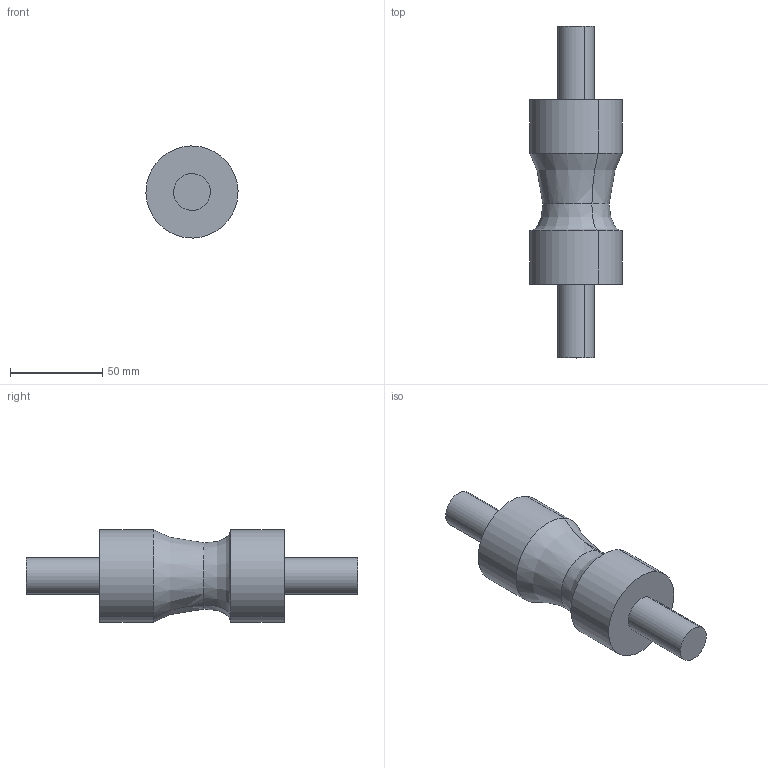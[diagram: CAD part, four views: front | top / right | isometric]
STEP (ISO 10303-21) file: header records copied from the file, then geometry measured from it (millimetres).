
FILE_DESCRIPTION(('CATIA V5 STEP Exchange'),'2;1');
FILE_NAME('Galet.stp','2018-10-24T19:51:27+00:00',('none'),('none'),'CATIA Version 5 Release 19 GA (IN-10)','CATIA V5 STEP AP203','none');
FILE_SCHEMA(('CONFIG_CONTROL_DESIGN'));
Length unit declared in the file: millimetre
Products named in the file (1): galet haut
Bounding box: 49.99 x 180 x 49.99 mm (x, y, z)
Volume: 192637 mm3; surface area: 23936.6 mm2
Topology: 1 solids, 1 shells, 16 faces, 30 edges, 18 vertices
Faces by surface type: cylinder 8, plane 4, revolution 4
Entity records: 422 total; most frequent: CARTESIAN_POINT 91, ORIENTED_EDGE 60, DIRECTION 42, EDGE_CURVE 30, AXIS2_PLACEMENT_3D 25, CIRCLE 18, EDGE_LOOP 18, VERTEX_POINT 18
